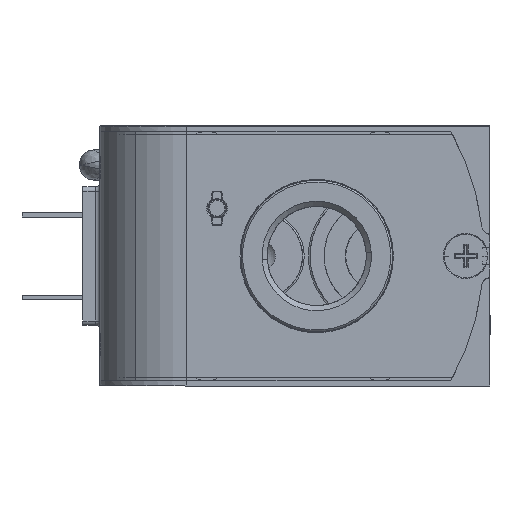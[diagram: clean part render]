
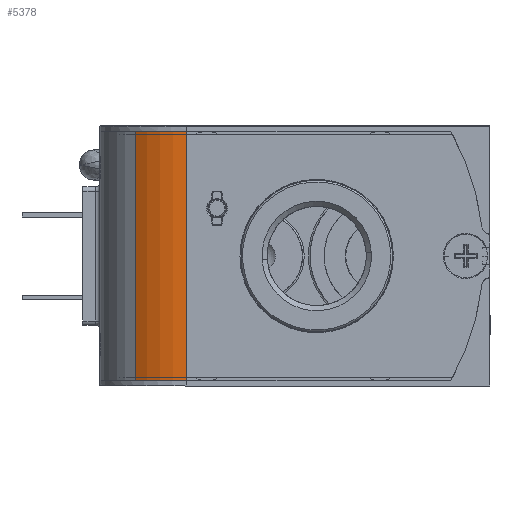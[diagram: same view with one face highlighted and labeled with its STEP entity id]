
A CAD part, left-side view. The second image highlights one B-rep face of the part: STEP entity #5378.
In plain terms, the highlighted cylindrical face has radius 10 mm (diameter 20 mm), a partial arc.
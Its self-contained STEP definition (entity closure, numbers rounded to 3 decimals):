
#5378=ADVANCED_FACE('',(#11531),#11532,.T.);
#11531=FACE_OUTER_BOUND('',#28694,.T.);
#11532=CYLINDRICAL_SURFACE('',#28695,10.);
#28694=EDGE_LOOP('',(#49991,#49992,#49993,#49994));
#28695=AXIS2_PLACEMENT_3D('',#49995,#49996,#49997);
#49991=ORIENTED_EDGE('',*,*,#61044,.T.);
#49992=ORIENTED_EDGE('',*,*,#61045,.T.);
#49993=ORIENTED_EDGE('',*,*,#61046,.F.);
#49994=ORIENTED_EDGE('',*,*,#61037,.F.);
#49995=CARTESIAN_POINT('',(-32.9,2.3,14.));
#49996=DIRECTION('',(0.,0.,-1.0));
#49997=DIRECTION('',(-1.0,0.,0.));
#61037=EDGE_CURVE('',#71321,#71323,#71324,.T.);
#61044=EDGE_CURVE('',#71321,#71335,#71336,.T.);
#61045=EDGE_CURVE('',#71335,#71337,#71338,.T.);
#61046=EDGE_CURVE('',#71323,#71337,#71339,.T.);
#71321=VERTEX_POINT('',#89030);
#71323=VERTEX_POINT('',#89033);
#71324=LINE('',#89034,#89035);
#71335=VERTEX_POINT('',#89049);
#71336=CIRCLE('',#89050,10.0);
#71337=VERTEX_POINT('',#89051);
#71338=LINE('',#89052,#89053);
#71339=CIRCLE('',#89054,10.0);
#89030=CARTESIAN_POINT('',(-42.9,2.3,14.4));
#89033=CARTESIAN_POINT('',(-42.9,2.3,-14.4));
#89034=CARTESIAN_POINT('',(-42.9,2.3,14.));
#89035=VECTOR('',#100969,1000.0);
#89049=CARTESIAN_POINT('',(-40.996,8.17,14.4));
#89050=AXIS2_PLACEMENT_3D('',#100979,#100980,#100981);
#89051=CARTESIAN_POINT('',(-40.996,8.17,-14.4));
#89052=CARTESIAN_POINT('',(-40.996,8.17,14.));
#89053=VECTOR('',#100982,1000.0);
#89054=AXIS2_PLACEMENT_3D('',#100983,#100984,#100985);
#100969=DIRECTION('',(0.,0.,-1.0));
#100979=CARTESIAN_POINT('',(-32.9,2.3,14.4));
#100980=DIRECTION('',(0.,0.,-1.0));
#100981=DIRECTION('',(-1.0,0.,0.));
#100982=DIRECTION('',(0.,0.,-1.0));
#100983=CARTESIAN_POINT('',(-32.9,2.3,-14.4));
#100984=DIRECTION('',(0.,0.,-1.0));
#100985=DIRECTION('',(-1.0,0.,0.));
